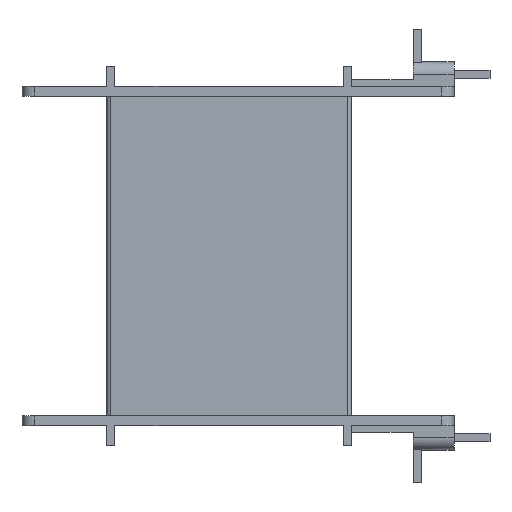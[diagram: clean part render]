
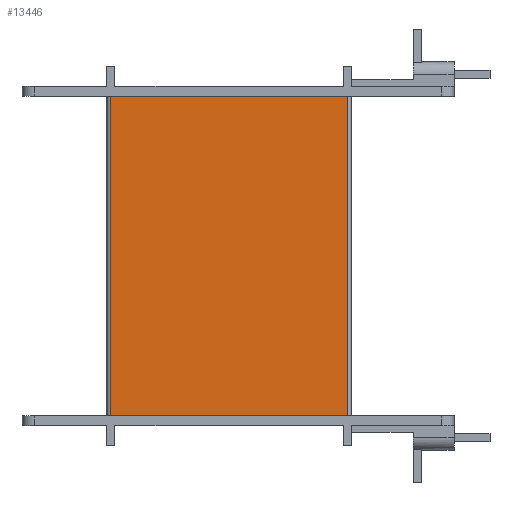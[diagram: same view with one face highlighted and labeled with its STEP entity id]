
A CAD part, left-side view. The second image highlights one B-rep face of the part: STEP entity #13446.
In plain terms, the highlighted planar face has unit normal (-1, 0, 0).
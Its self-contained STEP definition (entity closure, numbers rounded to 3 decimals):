
#621 = CARTESIAN_POINT ( 'NONE',  ( -11.5, 14.5, 19.6 ) ) ;
#1057 = DIRECTION ( 'NONE',  ( 0., -1., 0. ) ) ;
#1165 = DIRECTION ( 'NONE',  ( 0., 0., -1. ) ) ;
#1694 = ORIENTED_EDGE ( 'NONE', *, *, #15992, .T. ) ;
#2156 = AXIS2_PLACEMENT_3D ( 'NONE', #17304, #9242, #1165 ) ;
#4688 = LINE ( 'NONE', #15980, #15425 ) ;
#4697 = VERTEX_POINT ( 'NONE', #15400 ) ;
#5199 = CARTESIAN_POINT ( 'NONE',  ( -11.5, 14.5, -19.6 ) ) ;
#5399 = EDGE_CURVE ( 'NONE', #4697, #8637, #4688, .T. ) ;
#6220 = VERTEX_POINT ( 'NONE', #16392 ) ;
#6322 = LINE ( 'NONE', #11844, #13022 ) ;
#6608 = DIRECTION ( 'NONE',  ( 0., 0., -1. ) ) ;
#8127 = VECTOR ( 'NONE', #11408, 1000. ) ;
#8311 = VECTOR ( 'NONE', #10749, 1000. ) ;
#8637 = VERTEX_POINT ( 'NONE', #10604 ) ;
#9027 = FACE_OUTER_BOUND ( 'NONE', #12800, .T. ) ;
#9242 = DIRECTION ( 'NONE',  ( 1., 0., 0. ) ) ;
#9874 = VERTEX_POINT ( 'NONE', #5199 ) ;
#10150 = ORIENTED_EDGE ( 'NONE', *, *, #12736, .T. ) ;
#10604 = CARTESIAN_POINT ( 'NONE',  ( -11.5, -14.5, -19.6 ) ) ;
#10749 = DIRECTION ( 'NONE',  ( 0., -1., 0. ) ) ;
#11408 = DIRECTION ( 'NONE',  ( 0., 0., -1. ) ) ;
#11844 = CARTESIAN_POINT ( 'NONE',  ( -11.5, -14.5, -19.6 ) ) ;
#12103 = LINE ( 'NONE', #621, #8127 ) ;
#12425 = ORIENTED_EDGE ( 'NONE', *, *, #16438, .F. ) ;
#12736 = EDGE_CURVE ( 'NONE', #9874, #8637, #6322, .T. ) ;
#12800 = EDGE_LOOP ( 'NONE', ( #1694, #10150, #16024, #12425 ) ) ;
#13022 = VECTOR ( 'NONE', #1057, 1000. ) ;
#13446 = ADVANCED_FACE ( 'NONE', ( #9027 ), #14603, .F. ) ;
#14603 = PLANE ( 'NONE',  #2156 ) ;
#15400 = CARTESIAN_POINT ( 'NONE',  ( -11.5, -14.5, 19.6 ) ) ;
#15425 = VECTOR ( 'NONE', #6608, 1000. ) ;
#15427 = LINE ( 'NONE', #17451, #8311 ) ;
#15980 = CARTESIAN_POINT ( 'NONE',  ( -11.5, -14.5, 19.6 ) ) ;
#15992 = EDGE_CURVE ( 'NONE', #6220, #9874, #12103, .T. ) ;
#16024 = ORIENTED_EDGE ( 'NONE', *, *, #5399, .F. ) ;
#16392 = CARTESIAN_POINT ( 'NONE',  ( -11.5, 14.5, 19.6 ) ) ;
#16438 = EDGE_CURVE ( 'NONE', #6220, #4697, #15427, .T. ) ;
#17304 = CARTESIAN_POINT ( 'NONE',  ( -11.5, -14.5, 19.6 ) ) ;
#17451 = CARTESIAN_POINT ( 'NONE',  ( -11.5, -14.5, 19.6 ) ) ;
